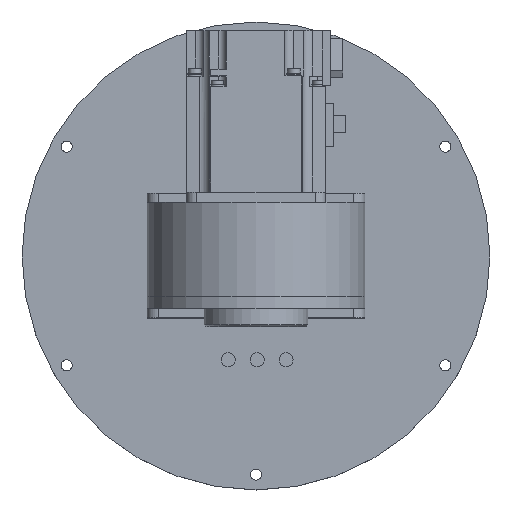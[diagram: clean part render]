
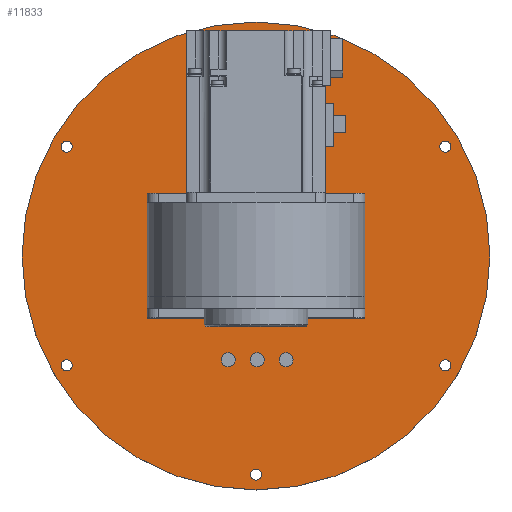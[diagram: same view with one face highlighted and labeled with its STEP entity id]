
A CAD part, top view. The second image highlights one B-rep face of the part: STEP entity #11833.
In plain terms, the highlighted face is planar.
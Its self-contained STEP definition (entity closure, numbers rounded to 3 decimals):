
#269=FACE_BOUND('',#1959,.T.);
#270=FACE_BOUND('',#1960,.T.);
#271=FACE_BOUND('',#1961,.T.);
#272=FACE_BOUND('',#1962,.T.);
#273=FACE_BOUND('',#1963,.T.);
#274=FACE_BOUND('',#1964,.T.);
#275=FACE_BOUND('',#1965,.T.);
#276=FACE_BOUND('',#1966,.T.);
#277=FACE_BOUND('',#1967,.T.);
#278=FACE_BOUND('',#1968,.T.);
#279=FACE_BOUND('',#1969,.T.);
#280=FACE_BOUND('',#1970,.T.);
#281=FACE_BOUND('',#1971,.T.);
#662=PLANE('',#13309);
#1239=FACE_OUTER_BOUND('',#1958,.T.);
#1958=EDGE_LOOP('',(#7975));
#1959=EDGE_LOOP('',(#7976));
#1960=EDGE_LOOP('',(#7977));
#1961=EDGE_LOOP('',(#7978));
#1962=EDGE_LOOP('',(#7979));
#1963=EDGE_LOOP('',(#7980));
#1964=EDGE_LOOP('',(#7981));
#1965=EDGE_LOOP('',(#7982));
#1966=EDGE_LOOP('',(#7983));
#1967=EDGE_LOOP('',(#7984));
#1968=EDGE_LOOP('',(#7985));
#1969=EDGE_LOOP('',(#7986));
#1970=EDGE_LOOP('',(#7987));
#1971=EDGE_LOOP('',(#7988));
#4421=CIRCLE('',#13269,3.);
#4423=CIRCLE('',#13272,3.);
#4425=CIRCLE('',#13275,3.);
#4426=CIRCLE('',#13277,2.4);
#4428=CIRCLE('',#13280,2.4);
#4430=CIRCLE('',#13283,2.4);
#4432=CIRCLE('',#13286,2.4);
#4434=CIRCLE('',#13289,2.4);
#4436=CIRCLE('',#13292,2.4);
#4438=CIRCLE('',#13295,2.5);
#4440=CIRCLE('',#13298,2.5);
#4442=CIRCLE('',#13301,2.5);
#4444=CIRCLE('',#13304,2.5);
#4446=CIRCLE('',#13307,101.);
#5246=VERTEX_POINT('',#18885);
#5248=VERTEX_POINT('',#18891);
#5250=VERTEX_POINT('',#18897);
#5251=VERTEX_POINT('',#18901);
#5253=VERTEX_POINT('',#18907);
#5255=VERTEX_POINT('',#18913);
#5257=VERTEX_POINT('',#18919);
#5259=VERTEX_POINT('',#18925);
#5261=VERTEX_POINT('',#18931);
#5263=VERTEX_POINT('',#18937);
#5265=VERTEX_POINT('',#18943);
#5267=VERTEX_POINT('',#18949);
#5269=VERTEX_POINT('',#18955);
#5271=VERTEX_POINT('',#18961);
#6276=EDGE_CURVE('',#5246,#5246,#4421,.T.);
#6279=EDGE_CURVE('',#5248,#5248,#4423,.T.);
#6282=EDGE_CURVE('',#5250,#5250,#4425,.T.);
#6283=EDGE_CURVE('',#5251,#5251,#4426,.T.);
#6286=EDGE_CURVE('',#5253,#5253,#4428,.T.);
#6289=EDGE_CURVE('',#5255,#5255,#4430,.T.);
#6292=EDGE_CURVE('',#5257,#5257,#4432,.T.);
#6295=EDGE_CURVE('',#5259,#5259,#4434,.T.);
#6298=EDGE_CURVE('',#5261,#5261,#4436,.T.);
#6301=EDGE_CURVE('',#5263,#5263,#4438,.T.);
#6304=EDGE_CURVE('',#5265,#5265,#4440,.T.);
#6307=EDGE_CURVE('',#5267,#5267,#4442,.T.);
#6310=EDGE_CURVE('',#5269,#5269,#4444,.T.);
#6313=EDGE_CURVE('',#5271,#5271,#4446,.T.);
#7975=ORIENTED_EDGE('',*,*,#6313,.T.);
#7976=ORIENTED_EDGE('',*,*,#6276,.T.);
#7977=ORIENTED_EDGE('',*,*,#6279,.T.);
#7978=ORIENTED_EDGE('',*,*,#6282,.T.);
#7979=ORIENTED_EDGE('',*,*,#6283,.T.);
#7980=ORIENTED_EDGE('',*,*,#6286,.T.);
#7981=ORIENTED_EDGE('',*,*,#6289,.T.);
#7982=ORIENTED_EDGE('',*,*,#6292,.T.);
#7983=ORIENTED_EDGE('',*,*,#6295,.T.);
#7984=ORIENTED_EDGE('',*,*,#6298,.T.);
#7985=ORIENTED_EDGE('',*,*,#6301,.T.);
#7986=ORIENTED_EDGE('',*,*,#6304,.T.);
#7987=ORIENTED_EDGE('',*,*,#6307,.T.);
#7988=ORIENTED_EDGE('',*,*,#6310,.T.);
#11833=ADVANCED_FACE('',(#1239,#269,#270,#271,#272,#273,#274,#275,#276,
#277,#278,#279,#280,#281),#662,.T.);
#13269=AXIS2_PLACEMENT_3D('',#18887,#14935,#14936);
#13272=AXIS2_PLACEMENT_3D('',#18893,#14942,#14943);
#13275=AXIS2_PLACEMENT_3D('',#18899,#14949,#14950);
#13277=AXIS2_PLACEMENT_3D('',#18902,#14953,#14954);
#13280=AXIS2_PLACEMENT_3D('',#18908,#14960,#14961);
#13283=AXIS2_PLACEMENT_3D('',#18914,#14967,#14968);
#13286=AXIS2_PLACEMENT_3D('',#18920,#14974,#14975);
#13289=AXIS2_PLACEMENT_3D('',#18926,#14981,#14982);
#13292=AXIS2_PLACEMENT_3D('',#18932,#14988,#14989);
#13295=AXIS2_PLACEMENT_3D('',#18938,#14995,#14996);
#13298=AXIS2_PLACEMENT_3D('',#18944,#15002,#15003);
#13301=AXIS2_PLACEMENT_3D('',#18950,#15009,#15010);
#13304=AXIS2_PLACEMENT_3D('',#18956,#15016,#15017);
#13307=AXIS2_PLACEMENT_3D('',#18962,#15023,#15024);
#13309=AXIS2_PLACEMENT_3D('',#18966,#15028,#15029);
#14935=DIRECTION('center_axis',(1.,0.,0.));
#14936=DIRECTION('ref_axis',(0.,0.,-1.));
#14942=DIRECTION('center_axis',(1.,0.,0.));
#14943=DIRECTION('ref_axis',(0.,0.,-1.));
#14949=DIRECTION('center_axis',(1.,0.,0.));
#14950=DIRECTION('ref_axis',(0.,0.,-1.));
#14953=DIRECTION('center_axis',(1.,0.,0.));
#14954=DIRECTION('ref_axis',(0.,0.,1.));
#14960=DIRECTION('center_axis',(1.,0.,0.));
#14961=DIRECTION('ref_axis',(0.,0.,1.));
#14967=DIRECTION('center_axis',(1.,0.,0.));
#14968=DIRECTION('ref_axis',(0.,0.,1.));
#14974=DIRECTION('center_axis',(1.,0.,0.));
#14975=DIRECTION('ref_axis',(0.,0.,1.));
#14981=DIRECTION('center_axis',(1.,0.,0.));
#14982=DIRECTION('ref_axis',(0.,0.,1.));
#14988=DIRECTION('center_axis',(1.,0.,0.));
#14989=DIRECTION('ref_axis',(0.,0.,1.));
#14995=DIRECTION('center_axis',(1.,0.,0.));
#14996=DIRECTION('ref_axis',(0.,0.,1.));
#15002=DIRECTION('center_axis',(1.,0.,0.));
#15003=DIRECTION('ref_axis',(0.,0.,1.));
#15009=DIRECTION('center_axis',(1.,0.,0.));
#15010=DIRECTION('ref_axis',(0.,0.,1.));
#15016=DIRECTION('center_axis',(1.,0.,0.));
#15017=DIRECTION('ref_axis',(0.,0.,1.));
#15023=DIRECTION('center_axis',(-1.,0.,0.));
#15024=DIRECTION('ref_axis',(0.,0.,1.));
#15028=DIRECTION('center_axis',(-1.,0.,0.));
#15029=DIRECTION('ref_axis',(0.,0.,1.));
#18885=CARTESIAN_POINT('',(-141.,-12.,68.1));
#18887=CARTESIAN_POINT('Origin',(-141.,-12.,65.1));
#18891=CARTESIAN_POINT('',(-141.,13.,68.1));
#18893=CARTESIAN_POINT('Origin',(-141.,13.,65.1));
#18897=CARTESIAN_POINT('',(-141.,0.5,68.1));
#18899=CARTESIAN_POINT('Origin',(-141.,0.5,65.1));
#18901=CARTESIAN_POINT('',(-141.,0.,-76.475));
#18902=CARTESIAN_POINT('Origin',(-141.,0.,-74.075));
#18907=CARTESIAN_POINT('',(-141.,0.,112.275));
#18908=CARTESIAN_POINT('Origin',(-141.,0.,114.675));
#18913=CARTESIAN_POINT('',(-141.,-81.731,-29.288));
#18914=CARTESIAN_POINT('Origin',(-141.,-81.731,-26.888));
#18919=CARTESIAN_POINT('',(-141.,-81.731,65.088));
#18920=CARTESIAN_POINT('Origin',(-141.,-81.731,67.488));
#18925=CARTESIAN_POINT('',(-141.,81.731,-29.288));
#18926=CARTESIAN_POINT('Origin',(-141.,81.731,-26.888));
#18931=CARTESIAN_POINT('',(-141.,81.731,65.088));
#18932=CARTESIAN_POINT('Origin',(-141.,81.731,67.488));
#18937=CARTESIAN_POINT('',(-141.,0.,32.8));
#18938=CARTESIAN_POINT('Origin',(-141.,0.,35.3));
#18943=CARTESIAN_POINT('',(-141.,0.,2.8));
#18944=CARTESIAN_POINT('Origin',(-141.,0.,5.3));
#18949=CARTESIAN_POINT('',(-141.,-15.,17.8));
#18950=CARTESIAN_POINT('Origin',(-141.,-15.,20.3));
#18955=CARTESIAN_POINT('',(-141.,15.,17.8));
#18956=CARTESIAN_POINT('Origin',(-141.,15.,20.3));
#18961=CARTESIAN_POINT('',(-141.,0.,-80.7));
#18962=CARTESIAN_POINT('Origin',(-141.,0.,20.3));
#18966=CARTESIAN_POINT('Origin',(-141.,0.,20.3));
